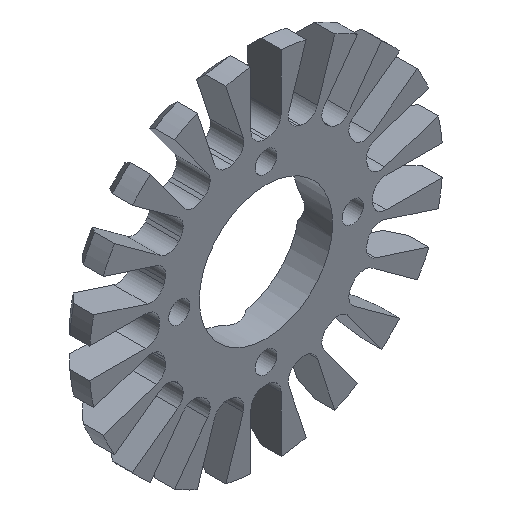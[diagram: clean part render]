
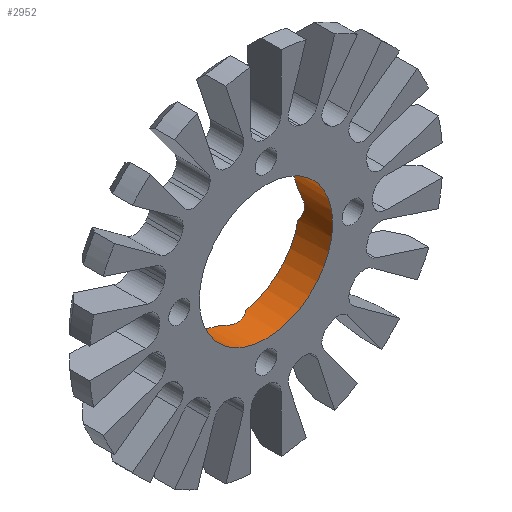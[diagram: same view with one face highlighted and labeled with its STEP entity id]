
A CAD part, isometric view. The second image highlights one B-rep face of the part: STEP entity #2952.
In plain terms, the highlighted cylindrical face has radius 10 mm (diameter 20 mm), a full revolution.
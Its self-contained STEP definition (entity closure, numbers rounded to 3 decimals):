
#93=CYLINDRICAL_SURFACE('',#3210,10.);
#167=FACE_OUTER_BOUND('',#321,.T.);
#321=EDGE_LOOP('',(#2186,#2187,#2188,#2189,#2190,#2191,#2192,#2193,#2194,
#2195,#2196,#2197,#2198,#2199));
#537=LINE('',#4803,#782);
#782=VECTOR('',#3719,10.);
#997=CIRCLE('',#3161,10.);
#998=CIRCLE('',#3163,10.);
#1027=CIRCLE('',#3193,10.);
#1028=CIRCLE('',#3195,10.);
#1043=CIRCLE('',#3211,10.);
#1044=CIRCLE('',#3212,10.);
#1168=B_SPLINE_CURVE_WITH_KNOTS('',3,(#4344,#4345,#4346,#4347,#4348,#4349,
#4350,#4351),.UNSPECIFIED.,.F.,.F.,(4,2,2,4),(1.419,1.429,
1.544,1.659),.UNSPECIFIED.);
#1169=B_SPLINE_CURVE_WITH_KNOTS('',3,(#4358,#4359,#4360,#4361,#4362,#4363,
#4364,#4365),.UNSPECIFIED.,.F.,.F.,(4,2,2,4),(1.659,1.773,
1.888,1.898),.UNSPECIFIED.);
#1172=B_SPLINE_CURVE_WITH_KNOTS('',3,(#4407,#4408,#4409,#4410,#4411,#4412,
#4413,#4414),.UNSPECIFIED.,.F.,.F.,(4,2,2,4),(1.419,1.429,
1.544,1.659),.UNSPECIFIED.);
#1173=B_SPLINE_CURVE_WITH_KNOTS('',3,(#4416,#4417,#4418,#4419,#4420,#4421,
#4422,#4423),.UNSPECIFIED.,.F.,.F.,(4,2,2,4),(1.659,1.773,
1.888,1.898),.UNSPECIFIED.);
#1176=B_SPLINE_CURVE_WITH_KNOTS('',3,(#4463,#4464,#4465,#4466,#4467,#4468,
#4469,#4470,#4471,#4472,#4473,#4474,#4475,#4476),.UNSPECIFIED.,.F.,.F.,
(4,2,2,2,2,2,4),(1.419,1.429,1.544,1.659,
1.773,1.888,1.898),.UNSPECIFIED.);
#1178=B_SPLINE_CURVE_WITH_KNOTS('',3,(#4496,#4497,#4498,#4499,#4500,#4501,
#4502,#4503,#4504,#4505,#4506,#4507,#4508,#4509),.UNSPECIFIED.,.F.,.F.,
(4,2,2,2,2,2,4),(1.419,1.429,1.544,1.659,
1.773,1.888,1.898),.UNSPECIFIED.);
#1184=VERTEX_POINT('',#4341);
#1185=VERTEX_POINT('',#4343);
#1188=VERTEX_POINT('',#4357);
#1197=VERTEX_POINT('',#4404);
#1198=VERTEX_POINT('',#4406);
#1199=VERTEX_POINT('',#4415);
#1208=VERTEX_POINT('',#4460);
#1209=VERTEX_POINT('',#4462);
#1213=VERTEX_POINT('',#4493);
#1214=VERTEX_POINT('',#4495);
#1342=VERTEX_POINT('',#4800);
#1343=VERTEX_POINT('',#4801);
#1499=EDGE_CURVE('',#1184,#1185,#1168,.T.);
#1503=EDGE_CURVE('',#1185,#1188,#1169,.T.);
#1515=EDGE_CURVE('',#1197,#1198,#1172,.T.);
#1516=EDGE_CURVE('',#1198,#1199,#1173,.T.);
#1528=EDGE_CURVE('',#1208,#1209,#1176,.T.);
#1534=EDGE_CURVE('',#1213,#1214,#1178,.T.);
#1590=EDGE_CURVE('',#1214,#1197,#997,.T.);
#1591=EDGE_CURVE('',#1199,#1208,#998,.T.);
#1648=EDGE_CURVE('',#1209,#1184,#1027,.T.);
#1649=EDGE_CURVE('',#1188,#1213,#1028,.T.);
#1678=EDGE_CURVE('',#1342,#1343,#1043,.T.);
#1679=EDGE_CURVE('',#1343,#1198,#537,.T.);
#1680=EDGE_CURVE('',#1343,#1342,#1044,.T.);
#2186=ORIENTED_EDGE('',*,*,#1678,.T.);
#2187=ORIENTED_EDGE('',*,*,#1679,.T.);
#2188=ORIENTED_EDGE('',*,*,#1515,.F.);
#2189=ORIENTED_EDGE('',*,*,#1590,.F.);
#2190=ORIENTED_EDGE('',*,*,#1534,.F.);
#2191=ORIENTED_EDGE('',*,*,#1649,.F.);
#2192=ORIENTED_EDGE('',*,*,#1503,.F.);
#2193=ORIENTED_EDGE('',*,*,#1499,.F.);
#2194=ORIENTED_EDGE('',*,*,#1648,.F.);
#2195=ORIENTED_EDGE('',*,*,#1528,.F.);
#2196=ORIENTED_EDGE('',*,*,#1591,.F.);
#2197=ORIENTED_EDGE('',*,*,#1516,.F.);
#2198=ORIENTED_EDGE('',*,*,#1679,.F.);
#2199=ORIENTED_EDGE('',*,*,#1680,.T.);
#2952=ADVANCED_FACE('',(#167),#93,.F.);
#3161=AXIS2_PLACEMENT_3D('',#4627,#3575,#3576);
#3163=AXIS2_PLACEMENT_3D('',#4629,#3579,#3580);
#3193=AXIS2_PLACEMENT_3D('',#4741,#3667,#3668);
#3195=AXIS2_PLACEMENT_3D('',#4743,#3671,#3672);
#3210=AXIS2_PLACEMENT_3D('',#4799,#3715,#3716);
#3211=AXIS2_PLACEMENT_3D('',#4802,#3717,#3718);
#3212=AXIS2_PLACEMENT_3D('',#4804,#3720,#3721);
#3575=DIRECTION('center_axis',(0.,-1.,0.));
#3576=DIRECTION('ref_axis',(1.,0.,0.));
#3579=DIRECTION('center_axis',(0.,-1.,0.));
#3580=DIRECTION('ref_axis',(1.,0.,0.));
#3667=DIRECTION('center_axis',(0.,-1.,0.));
#3668=DIRECTION('ref_axis',(1.,0.,0.));
#3671=DIRECTION('center_axis',(0.,-1.,0.));
#3672=DIRECTION('ref_axis',(1.,0.,0.));
#3715=DIRECTION('center_axis',(0.,-1.,0.));
#3716=DIRECTION('ref_axis',(1.,0.,0.));
#3717=DIRECTION('center_axis',(0.,-1.,0.));
#3718=DIRECTION('ref_axis',(1.,0.,0.));
#3719=DIRECTION('',(0.,1.,0.));
#3720=DIRECTION('center_axis',(0.,-1.,0.));
#3721=DIRECTION('ref_axis',(1.,0.,0.));
#4341=CARTESIAN_POINT('',(9.805,5.,-1.964));
#4343=CARTESIAN_POINT('',(10.,4.25,0.));
#4344=CARTESIAN_POINT('Ctrl Pts',(9.805,5.,-1.964));
#4345=CARTESIAN_POINT('Ctrl Pts',(9.81,4.984,-1.94));
#4346=CARTESIAN_POINT('Ctrl Pts',(9.815,4.968,-1.917));
#4347=CARTESIAN_POINT('Ctrl Pts',(9.873,4.762,-1.613));
#4348=CARTESIAN_POINT('Ctrl Pts',(9.916,4.595,-1.328));
#4349=CARTESIAN_POINT('Ctrl Pts',(9.979,4.34,-0.712));
#4350=CARTESIAN_POINT('Ctrl Pts',(10.,4.25,-0.383));
#4351=CARTESIAN_POINT('Ctrl Pts',(10.,4.25,0.));
#4357=CARTESIAN_POINT('',(9.805,5.,1.964));
#4358=CARTESIAN_POINT('Ctrl Pts',(10.,4.25,0.));
#4359=CARTESIAN_POINT('Ctrl Pts',(10.,4.25,0.383));
#4360=CARTESIAN_POINT('Ctrl Pts',(9.979,4.34,0.712));
#4361=CARTESIAN_POINT('Ctrl Pts',(9.916,4.595,1.328));
#4362=CARTESIAN_POINT('Ctrl Pts',(9.873,4.762,1.613));
#4363=CARTESIAN_POINT('Ctrl Pts',(9.815,4.968,1.917));
#4364=CARTESIAN_POINT('Ctrl Pts',(9.81,4.984,1.94));
#4365=CARTESIAN_POINT('Ctrl Pts',(9.805,5.,1.964));
#4404=CARTESIAN_POINT('',(-9.805,5.,1.964));
#4406=CARTESIAN_POINT('',(-10.,4.25,0.));
#4407=CARTESIAN_POINT('Ctrl Pts',(-9.805,5.,1.964));
#4408=CARTESIAN_POINT('Ctrl Pts',(-9.81,4.984,1.94));
#4409=CARTESIAN_POINT('Ctrl Pts',(-9.815,4.968,1.917));
#4410=CARTESIAN_POINT('Ctrl Pts',(-9.873,4.762,1.613));
#4411=CARTESIAN_POINT('Ctrl Pts',(-9.916,4.595,1.328));
#4412=CARTESIAN_POINT('Ctrl Pts',(-9.979,4.34,0.712));
#4413=CARTESIAN_POINT('Ctrl Pts',(-10.,4.25,0.383));
#4414=CARTESIAN_POINT('Ctrl Pts',(-10.,4.25,0.));
#4415=CARTESIAN_POINT('',(-9.805,5.,-1.964));
#4416=CARTESIAN_POINT('Ctrl Pts',(-10.,4.25,0.));
#4417=CARTESIAN_POINT('Ctrl Pts',(-10.,4.25,-0.383));
#4418=CARTESIAN_POINT('Ctrl Pts',(-9.979,4.34,-0.712));
#4419=CARTESIAN_POINT('Ctrl Pts',(-9.916,4.595,-1.328));
#4420=CARTESIAN_POINT('Ctrl Pts',(-9.873,4.762,-1.613));
#4421=CARTESIAN_POINT('Ctrl Pts',(-9.815,4.968,-1.917));
#4422=CARTESIAN_POINT('Ctrl Pts',(-9.81,4.984,-1.94));
#4423=CARTESIAN_POINT('Ctrl Pts',(-9.805,5.,-1.964));
#4460=CARTESIAN_POINT('',(-1.964,5.,-9.805));
#4462=CARTESIAN_POINT('',(1.964,5.,-9.805));
#4463=CARTESIAN_POINT('Ctrl Pts',(-1.964,5.,-9.805));
#4464=CARTESIAN_POINT('Ctrl Pts',(-1.94,4.984,-9.81));
#4465=CARTESIAN_POINT('Ctrl Pts',(-1.917,4.968,-9.815));
#4466=CARTESIAN_POINT('Ctrl Pts',(-1.613,4.762,-9.873));
#4467=CARTESIAN_POINT('Ctrl Pts',(-1.328,4.595,-9.916));
#4468=CARTESIAN_POINT('Ctrl Pts',(-0.712,4.34,-9.979));
#4469=CARTESIAN_POINT('Ctrl Pts',(-0.383,4.25,-10.));
#4470=CARTESIAN_POINT('Ctrl Pts',(0.383,4.25,-10.));
#4471=CARTESIAN_POINT('Ctrl Pts',(0.712,4.34,-9.979));
#4472=CARTESIAN_POINT('Ctrl Pts',(1.328,4.595,-9.916));
#4473=CARTESIAN_POINT('Ctrl Pts',(1.613,4.762,-9.873));
#4474=CARTESIAN_POINT('Ctrl Pts',(1.917,4.968,-9.815));
#4475=CARTESIAN_POINT('Ctrl Pts',(1.94,4.984,-9.81));
#4476=CARTESIAN_POINT('Ctrl Pts',(1.964,5.,-9.805));
#4493=CARTESIAN_POINT('',(1.964,5.,9.805));
#4495=CARTESIAN_POINT('',(-1.964,5.,9.805));
#4496=CARTESIAN_POINT('Ctrl Pts',(1.964,5.,9.805));
#4497=CARTESIAN_POINT('Ctrl Pts',(1.94,4.984,9.81));
#4498=CARTESIAN_POINT('Ctrl Pts',(1.917,4.968,9.815));
#4499=CARTESIAN_POINT('Ctrl Pts',(1.613,4.762,9.873));
#4500=CARTESIAN_POINT('Ctrl Pts',(1.328,4.595,9.916));
#4501=CARTESIAN_POINT('Ctrl Pts',(0.712,4.34,9.979));
#4502=CARTESIAN_POINT('Ctrl Pts',(0.383,4.25,10.));
#4503=CARTESIAN_POINT('Ctrl Pts',(-0.383,4.25,10.));
#4504=CARTESIAN_POINT('Ctrl Pts',(-0.712,4.34,9.979));
#4505=CARTESIAN_POINT('Ctrl Pts',(-1.328,4.595,9.916));
#4506=CARTESIAN_POINT('Ctrl Pts',(-1.613,4.762,9.873));
#4507=CARTESIAN_POINT('Ctrl Pts',(-1.917,4.968,9.815));
#4508=CARTESIAN_POINT('Ctrl Pts',(-1.94,4.984,9.81));
#4509=CARTESIAN_POINT('Ctrl Pts',(-1.964,5.,9.805));
#4627=CARTESIAN_POINT('Origin',(0.,5.,0.));
#4629=CARTESIAN_POINT('Origin',(0.,5.,0.));
#4741=CARTESIAN_POINT('Origin',(0.,5.,0.));
#4743=CARTESIAN_POINT('Origin',(0.,5.,0.));
#4799=CARTESIAN_POINT('Origin',(0.,2.5,0.));
#4800=CARTESIAN_POINT('',(10.,0.,0.));
#4801=CARTESIAN_POINT('',(-10.,0.,0.));
#4802=CARTESIAN_POINT('Origin',(0.,0.,0.));
#4803=CARTESIAN_POINT('',(-10.,2.5,0.));
#4804=CARTESIAN_POINT('Origin',(0.,0.,0.));
